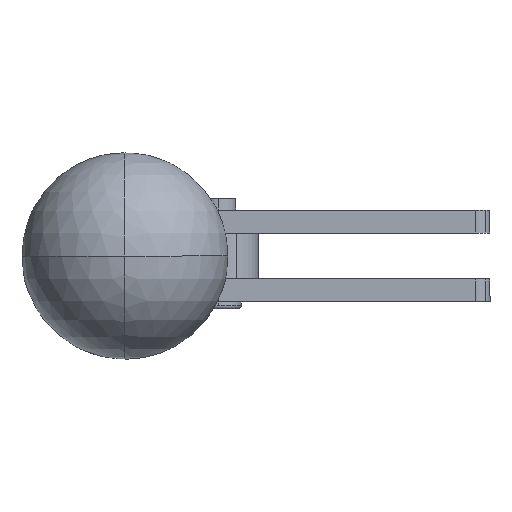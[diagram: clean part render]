
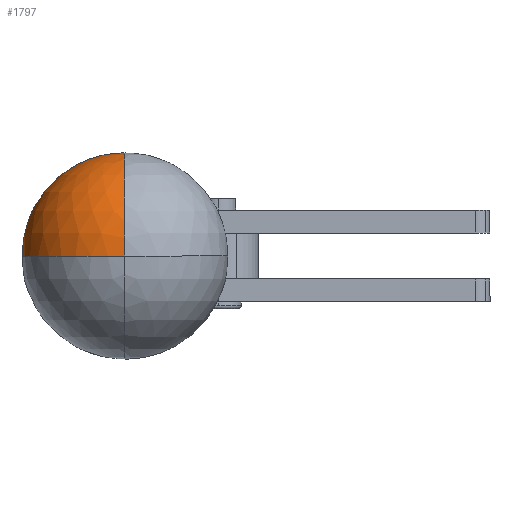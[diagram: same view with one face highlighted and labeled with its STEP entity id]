
A CAD part, left-side view. The second image highlights one B-rep face of the part: STEP entity #1797.
In plain terms, the highlighted spherical face has radius 18 mm.
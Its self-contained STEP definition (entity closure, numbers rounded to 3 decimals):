
#1745=CARTESIAN_POINT('',(-90.761,59.559,-20.473));
#1746=VERTEX_POINT('',#1745);
#1754=CARTESIAN_POINT('',(-89.139,77.486,-38.473));
#1755=VERTEX_POINT('',#1754);
#1763=CARTESIAN_POINT('',(-90.761,59.559,-38.473));
#1764=DIRECTION('',(-0.996,0.09,0.));
#1765=DIRECTION('',(0.09,0.996,0.));
#1766=AXIS2_PLACEMENT_3D('',#1763,#1764,#1765);
#1767=CIRCLE('',#1766,18.);
#1768=EDGE_CURVE('',#1746,#1755,#1767,.T.);
#1773=CARTESIAN_POINT('',(-90.761,59.559,-38.473));
#1774=DIRECTION('',(0.0,0.0,-1.0));
#1775=DIRECTION('',(-1.,0.002,0.));
#1776=AXIS2_PLACEMENT_3D('',#1773,#1774,#1775);
#1777=SPHERICAL_SURFACE('',#1776,18.);
#1778=CARTESIAN_POINT('',(-108.761,59.597,-38.473));
#1779=VERTEX_POINT('',#1778);
#1780=CARTESIAN_POINT('',(-90.761,59.559,-38.473));
#1781=DIRECTION('',(-0.002,-1.,0.0));
#1782=DIRECTION('',(0.0,0.0,1.0));
#1783=AXIS2_PLACEMENT_3D('',#1780,#1781,#1782);
#1784=CIRCLE('',#1783,18.);
#1785=EDGE_CURVE('',#1746,#1779,#1784,.T.);
#1786=ORIENTED_EDGE('',*,*,#1785,.F.);
#1787=ORIENTED_EDGE('',*,*,#1768,.T.);
#1788=CARTESIAN_POINT('',(-90.761,59.559,-38.473));
#1789=DIRECTION('',(0.,0.,-1.0));
#1790=DIRECTION('',(-1.,0.002,0.));
#1791=AXIS2_PLACEMENT_3D('',#1788,#1789,#1790);
#1792=CIRCLE('',#1791,18.0);
#1793=EDGE_CURVE('',#1779,#1755,#1792,.T.);
#1794=ORIENTED_EDGE('',*,*,#1793,.F.);
#1795=EDGE_LOOP('',(#1786,#1787,#1794));
#1796=FACE_OUTER_BOUND('',#1795,.T.);
#1797=ADVANCED_FACE('',(#1796),#1777,.T.);
